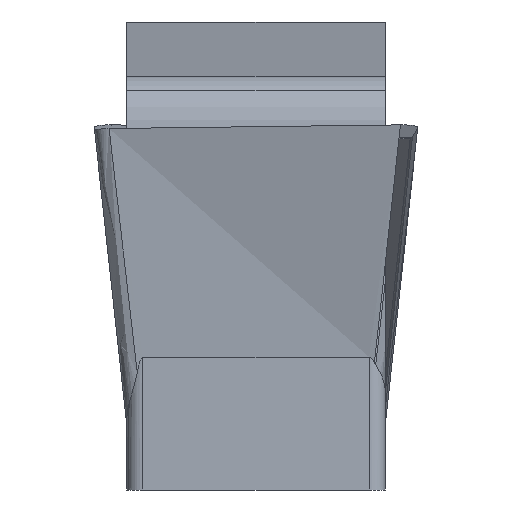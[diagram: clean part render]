
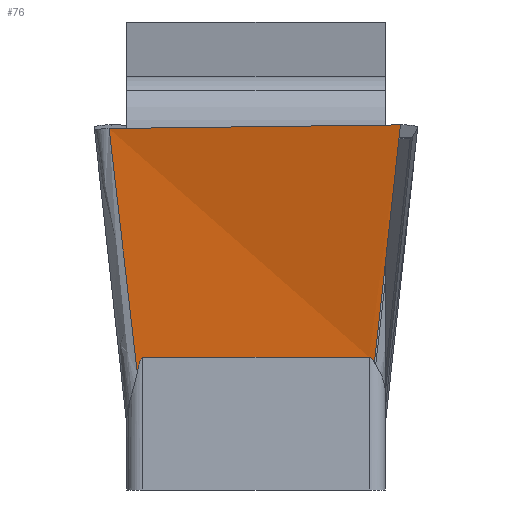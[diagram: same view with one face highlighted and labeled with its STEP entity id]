
A CAD part, front view. The second image highlights one B-rep face of the part: STEP entity #76.
In plain terms, the highlighted free-form (B-spline) face has degree [2, 1] with [3, 4] control points.
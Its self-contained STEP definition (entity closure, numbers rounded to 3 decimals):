
#38=(
BOUNDED_SURFACE()
B_SPLINE_SURFACE(2,1,((#1758,#1759,#1760,#1761),(#1762,#1763,#1764,#1765),
(#1766,#1767,#1768,#1769)),.UNSPECIFIED.,.F.,.F.,.F.)
B_SPLINE_SURFACE_WITH_KNOTS((3,3),(2,1,1,2),(0.,1.),(0.,0.417,
0.694,1.),.UNSPECIFIED.)
GEOMETRIC_REPRESENTATION_ITEM()
RATIONAL_B_SPLINE_SURFACE(((1.044,1.044,1.044,
1.044),(1.044,1.044,1.044,1.044),
(1.044,1.044,1.044,1.044)))
REPRESENTATION_ITEM('')
SURFACE()
);
#76=ADVANCED_FACE('SIDE_FP_AN_SU1',(#130),#38,.T.);
#130=FACE_OUTER_BOUND('',#166,.T.);
#166=EDGE_LOOP('',(#326,#327,#328,#329,#330,#331));
#199=B_SPLINE_CURVE_WITH_KNOTS('',3,(#1246,#1247,#1248,#1249,#1250,#1251,
#1252,#1253,#1254,#1255,#1256,#1257,#1258,#1259,#1260,#1261,#1262,#1263,
#1264,#1265,#1266,#1267,#1268,#1269,#1270,#1271,#1272,#1273),
 .UNSPECIFIED.,.F.,.F.,(4,3,3,3,3,3,3,3,3,4),(0.,0.32,0.537,
0.685,0.786,0.88,0.932,
0.966,0.99,1.),.UNSPECIFIED.);
#202=B_SPLINE_CURVE_WITH_KNOTS('',3,(#1298,#1299,#1300,#1301,#1302,#1303,
#1304,#1305,#1306,#1307,#1308,#1309,#1310),.UNSPECIFIED.,.F.,.F.,(4,3,3,
3,4),(0.,0.134,0.309,0.631,1.),
 .UNSPECIFIED.);
#210=B_SPLINE_CURVE_WITH_KNOTS('',3,(#1743,#1744,#1745,#1746,#1747,#1748,
#1749,#1750,#1751,#1752),.UNSPECIFIED.,.F.,.F.,(4,3,3,4),(0.,0.25,
0.625,1.),.UNSPECIFIED.);
#326=ORIENTED_EDGE('',*,*,#577,.F.);
#327=ORIENTED_EDGE('',*,*,#576,.F.);
#328=ORIENTED_EDGE('',*,*,#551,.T.);
#329=ORIENTED_EDGE('',*,*,#560,.F.);
#330=ORIENTED_EDGE('',*,*,#556,.T.);
#331=ORIENTED_EDGE('',*,*,#578,.F.);
#480=VERTEX_POINT('',#1245);
#481=VERTEX_POINT('',#1274);
#483=VERTEX_POINT('',#1285);
#484=VERTEX_POINT('',#1297);
#493=VERTEX_POINT('',#1732);
#494=VERTEX_POINT('',#1753);
#551=EDGE_CURVE('',#481,#480,#199,.T.);
#556=EDGE_CURVE('',#483,#484,#202,.T.);
#560=EDGE_CURVE('',#483,#480,#697,.T.);
#576=EDGE_CURVE('',#481,#493,#699,.T.);
#577=EDGE_CURVE('',#493,#494,#210,.T.);
#578=EDGE_CURVE('',#494,#484,#700,.T.);
#697=(
BOUNDED_CURVE()
B_SPLINE_CURVE(2,(#1318,#1319,#1320),.UNSPECIFIED.,.F.,.F.)
B_SPLINE_CURVE_WITH_KNOTS((3,3),(0.,1.),.UNSPECIFIED.)
CURVE()
GEOMETRIC_REPRESENTATION_ITEM()
RATIONAL_B_SPLINE_CURVE((1.044,1.044,1.044))
REPRESENTATION_ITEM('')
);
#699=(
BOUNDED_CURVE()
B_SPLINE_CURVE(1,(#1733,#1734,#1735,#1736),.UNSPECIFIED.,.F.,.F.)
B_SPLINE_CURVE_WITH_KNOTS((2,1,1,2),(0.,0.312,0.574,
1.),.UNSPECIFIED.)
CURVE()
GEOMETRIC_REPRESENTATION_ITEM()
RATIONAL_B_SPLINE_CURVE((1.044,1.044,1.044,
1.044))
REPRESENTATION_ITEM('')
);
#700=(
BOUNDED_CURVE()
B_SPLINE_CURVE(1,(#1754,#1755,#1756,#1757),.UNSPECIFIED.,.F.,.F.)
B_SPLINE_CURVE_WITH_KNOTS((2,1,1,2),(0.,0.424,0.69,
1.),.UNSPECIFIED.)
CURVE()
GEOMETRIC_REPRESENTATION_ITEM()
RATIONAL_B_SPLINE_CURVE((1.044,1.044,1.044,
1.044))
REPRESENTATION_ITEM('')
);
#1245=CARTESIAN_POINT('',(-1.4,-11.992,-2.851));
#1246=CARTESIAN_POINT('',(-1.469,-11.979,-3.041));
#1247=CARTESIAN_POINT('',(-1.466,-11.981,-3.019));
#1248=CARTESIAN_POINT('',(-1.462,-11.982,-2.997));
#1249=CARTESIAN_POINT('',(-1.457,-11.983,-2.975));
#1250=CARTESIAN_POINT('',(-1.454,-11.984,-2.961));
#1251=CARTESIAN_POINT('',(-1.45,-11.985,-2.946));
#1252=CARTESIAN_POINT('',(-1.446,-11.986,-2.931));
#1253=CARTESIAN_POINT('',(-1.443,-11.987,-2.921));
#1254=CARTESIAN_POINT('',(-1.44,-11.988,-2.911));
#1255=CARTESIAN_POINT('',(-1.437,-11.988,-2.902));
#1256=CARTESIAN_POINT('',(-1.435,-11.989,-2.895));
#1257=CARTESIAN_POINT('',(-1.432,-11.989,-2.888));
#1258=CARTESIAN_POINT('',(-1.429,-11.99,-2.882));
#1259=CARTESIAN_POINT('',(-1.426,-11.99,-2.876));
#1260=CARTESIAN_POINT('',(-1.423,-11.99,-2.87));
#1261=CARTESIAN_POINT('',(-1.42,-11.991,-2.865));
#1262=CARTESIAN_POINT('',(-1.418,-11.991,-2.862));
#1263=CARTESIAN_POINT('',(-1.415,-11.991,-2.859));
#1264=CARTESIAN_POINT('',(-1.413,-11.991,-2.856));
#1265=CARTESIAN_POINT('',(-1.411,-11.991,-2.855));
#1266=CARTESIAN_POINT('',(-1.409,-11.991,-2.853));
#1267=CARTESIAN_POINT('',(-1.407,-11.992,-2.852));
#1268=CARTESIAN_POINT('',(-1.405,-11.992,-2.851));
#1269=CARTESIAN_POINT('',(-1.404,-11.992,-2.851));
#1270=CARTESIAN_POINT('',(-1.402,-11.992,-2.851));
#1271=CARTESIAN_POINT('',(-1.401,-11.992,-2.851));
#1272=CARTESIAN_POINT('',(-1.401,-11.992,-2.851));
#1273=CARTESIAN_POINT('',(-1.4,-11.992,-2.851));
#1274=CARTESIAN_POINT('',(-1.469,-11.979,-3.041));
#1285=CARTESIAN_POINT('',(1.4,-11.992,-2.851));
#1297=CARTESIAN_POINT('',(1.465,-11.981,-2.913));
#1298=CARTESIAN_POINT('',(1.4,-11.992,-2.851));
#1299=CARTESIAN_POINT('',(1.404,-11.992,-2.851));
#1300=CARTESIAN_POINT('',(1.409,-11.991,-2.851));
#1301=CARTESIAN_POINT('',(1.413,-11.991,-2.853));
#1302=CARTESIAN_POINT('',(1.418,-11.991,-2.855));
#1303=CARTESIAN_POINT('',(1.423,-11.99,-2.858));
#1304=CARTESIAN_POINT('',(1.427,-11.99,-2.861));
#1305=CARTESIAN_POINT('',(1.435,-11.989,-2.867));
#1306=CARTESIAN_POINT('',(1.442,-11.987,-2.875));
#1307=CARTESIAN_POINT('',(1.447,-11.986,-2.883));
#1308=CARTESIAN_POINT('',(1.454,-11.984,-2.893));
#1309=CARTESIAN_POINT('',(1.46,-11.982,-2.903));
#1310=CARTESIAN_POINT('',(1.465,-11.981,-2.913));
#1318=CARTESIAN_POINT('',(1.4,-11.992,-2.851));
#1319=CARTESIAN_POINT('',(0.,-11.992,-2.851));
#1320=CARTESIAN_POINT('',(-1.4,-11.992,-2.851));
#1732=CARTESIAN_POINT('',(-1.818,-12.176,-0.023));
#1733=CARTESIAN_POINT('',(-1.099,-11.77,-6.25));
#1734=CARTESIAN_POINT('',(-1.492,-11.992,-2.851));
#1735=CARTESIAN_POINT('',(-1.821,-12.178,0.));
#1736=CARTESIAN_POINT('',(-2.357,-12.481,4.643));
#1743=CARTESIAN_POINT('',(-1.818,-12.176,-0.023));
#1744=CARTESIAN_POINT('',(-1.517,-12.203,-0.019));
#1745=CARTESIAN_POINT('',(-1.217,-12.229,-0.015));
#1746=CARTESIAN_POINT('',(-0.916,-12.256,-0.011));
#1747=CARTESIAN_POINT('',(-0.466,-12.296,-0.006));
#1748=CARTESIAN_POINT('',(-0.015,-12.336,0.));
#1749=CARTESIAN_POINT('',(0.436,-12.376,0.005));
#1750=CARTESIAN_POINT('',(0.887,-12.416,0.011));
#1751=CARTESIAN_POINT('',(1.337,-12.457,0.017));
#1752=CARTESIAN_POINT('',(1.788,-12.497,0.023));
#1753=CARTESIAN_POINT('',(1.788,-12.497,0.023));
#1754=CARTESIAN_POINT('',(2.284,-13.291,4.53));
#1755=CARTESIAN_POINT('',(1.786,-12.493,0.));
#1756=CARTESIAN_POINT('',(1.472,-11.992,-2.851));
#1757=CARTESIAN_POINT('',(1.108,-11.408,-6.167));
#1758=CARTESIAN_POINT('',(2.258,-13.249,4.295));
#1759=CARTESIAN_POINT('',(1.786,-12.493,0.));
#1760=CARTESIAN_POINT('',(1.472,-11.992,-2.851));
#1761=CARTESIAN_POINT('',(1.126,-11.438,-5.995));
#1762=CARTESIAN_POINT('',(-0.029,-12.854,4.295));
#1763=CARTESIAN_POINT('',(-0.017,-12.336,0.));
#1764=CARTESIAN_POINT('',(-0.01,-11.992,-2.851));
#1765=CARTESIAN_POINT('',(-0.001,-11.612,-5.995));
#1766=CARTESIAN_POINT('',(-2.316,-12.458,4.295));
#1767=CARTESIAN_POINT('',(-1.821,-12.178,0.));
#1768=CARTESIAN_POINT('',(-1.492,-11.992,-2.851));
#1769=CARTESIAN_POINT('',(-1.129,-11.786,-5.995));
